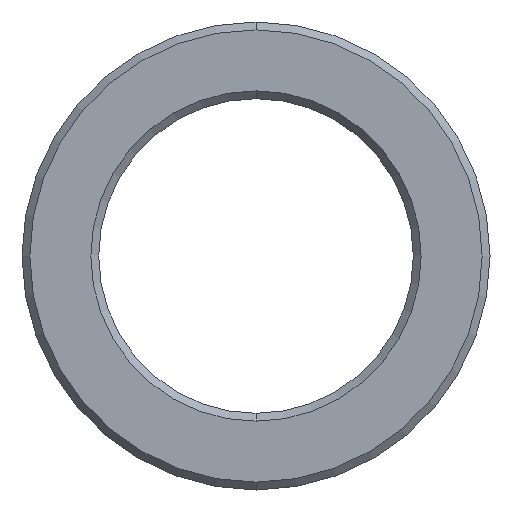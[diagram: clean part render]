
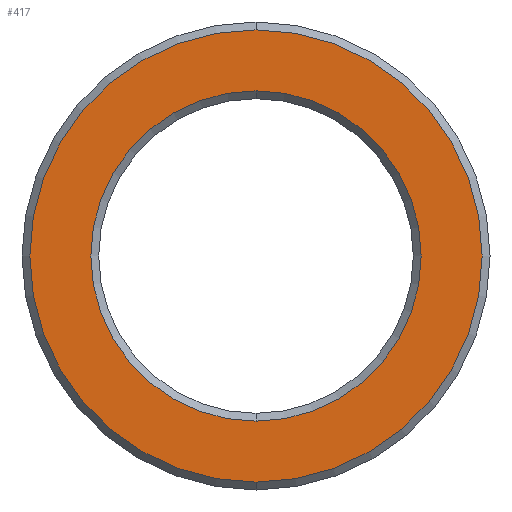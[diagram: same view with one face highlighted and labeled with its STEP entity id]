
A CAD part, front view. The second image highlights one B-rep face of the part: STEP entity #417.
In plain terms, the highlighted planar face has unit normal (0, -1, 0).
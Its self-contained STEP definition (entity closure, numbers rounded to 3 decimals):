
#5 = DIRECTION ( 'NONE',  ( 0., -1., 0. ) ) ;
#7 = EDGE_CURVE ( 'NONE', #434, #237, #346, .T. ) ;
#9 = DIRECTION ( 'NONE',  ( 0., 0., 1. ) ) ;
#18 = CARTESIAN_POINT ( 'NONE',  ( 0., -9.5, 2.875 ) ) ;
#22 = AXIS2_PLACEMENT_3D ( 'NONE', #233, #94, #32 ) ;
#32 = DIRECTION ( 'NONE',  ( 0., 0., 1. ) ) ;
#33 = PLANE ( 'NONE',  #235 ) ;
#39 = CARTESIAN_POINT ( 'NONE',  ( 0., -9.5, 0. ) ) ;
#46 = CIRCLE ( 'NONE', #22, 2.1 ) ;
#61 = DIRECTION ( 'NONE',  ( 0., 0., 1. ) ) ;
#67 = EDGE_LOOP ( 'NONE', ( #258, #138 ) ) ;
#69 = ORIENTED_EDGE ( 'NONE', *, *, #7, .T. ) ;
#71 = EDGE_CURVE ( 'NONE', #205, #342, #84, .T. ) ;
#79 = DIRECTION ( 'NONE',  ( 0., -1., 0. ) ) ;
#84 = CIRCLE ( 'NONE', #118, 2.875 ) ;
#94 = DIRECTION ( 'NONE',  ( 0., 1., 0. ) ) ;
#113 = CARTESIAN_POINT ( 'NONE',  ( 0., -9.5, 0. ) ) ;
#118 = AXIS2_PLACEMENT_3D ( 'NONE', #113, #5, #9 ) ;
#136 = ORIENTED_EDGE ( 'NONE', *, *, #372, .T. ) ;
#138 = ORIENTED_EDGE ( 'NONE', *, *, #170, .T. ) ;
#170 = EDGE_CURVE ( 'NONE', #342, #205, #218, .T. ) ;
#196 = CARTESIAN_POINT ( 'NONE',  ( 0., -9.5, 0. ) ) ;
#205 = VERTEX_POINT ( 'NONE', #18 ) ;
#218 = CIRCLE ( 'NONE', #230, 2.875 ) ;
#219 = CARTESIAN_POINT ( 'NONE',  ( 0., -9.5, -2.1 ) ) ;
#227 = EDGE_LOOP ( 'NONE', ( #136, #69 ) ) ;
#230 = AXIS2_PLACEMENT_3D ( 'NONE', #246, #79, #311 ) ;
#233 = CARTESIAN_POINT ( 'NONE',  ( 0., -9.5, 0. ) ) ;
#235 = AXIS2_PLACEMENT_3D ( 'NONE', #196, #442, #61 ) ;
#237 = VERTEX_POINT ( 'NONE', #219 ) ;
#246 = CARTESIAN_POINT ( 'NONE',  ( 0., -9.5, 0. ) ) ;
#250 = FACE_OUTER_BOUND ( 'NONE', #67, .T. ) ;
#258 = ORIENTED_EDGE ( 'NONE', *, *, #71, .T. ) ;
#262 = CARTESIAN_POINT ( 'NONE',  ( 0., -9.5, 2.1 ) ) ;
#269 = DIRECTION ( 'NONE',  ( 0., 1., 0. ) ) ;
#309 = FACE_BOUND ( 'NONE', #227, .T. ) ;
#311 = DIRECTION ( 'NONE',  ( 0., 0., 1. ) ) ;
#318 = CARTESIAN_POINT ( 'NONE',  ( 0., -9.5, -2.875 ) ) ;
#339 = DIRECTION ( 'NONE',  ( 0., 0., 1. ) ) ;
#342 = VERTEX_POINT ( 'NONE', #318 ) ;
#346 = CIRCLE ( 'NONE', #382, 2.1 ) ;
#372 = EDGE_CURVE ( 'NONE', #237, #434, #46, .T. ) ;
#382 = AXIS2_PLACEMENT_3D ( 'NONE', #39, #269, #339 ) ;
#417 = ADVANCED_FACE ( 'NONE', ( #250, #309 ), #33, .F. ) ;
#434 = VERTEX_POINT ( 'NONE', #262 ) ;
#442 = DIRECTION ( 'NONE',  ( 0., 1., 0. ) ) ;
